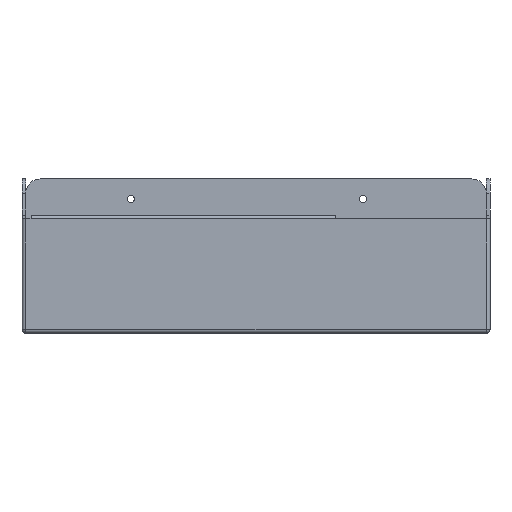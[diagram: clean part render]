
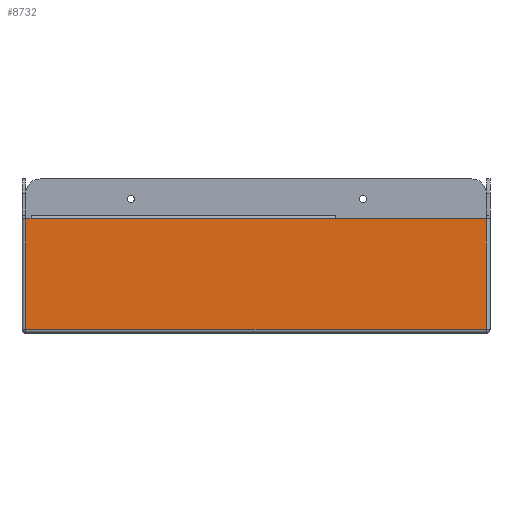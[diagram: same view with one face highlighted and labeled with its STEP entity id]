
A CAD part, left-side view. The second image highlights one B-rep face of the part: STEP entity #8732.
In plain terms, the highlighted planar face has unit normal (-1, 0, 0).
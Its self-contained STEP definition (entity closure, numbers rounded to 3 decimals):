
#83 = CYLINDRICAL_SURFACE('',#84,2.);
#84 = AXIS2_PLACEMENT_3D('',#85,#86,#87);
#85 = CARTESIAN_POINT('',(2.,258.,2.));
#86 = DIRECTION('',(0.,-1.,0.));
#87 = DIRECTION('',(-1.,0.,0.));
#3121 = EDGE_CURVE('',#3122,#3124,#3126,.T.);
#3122 = VERTEX_POINT('',#3123);
#3123 = CARTESIAN_POINT('',(0.,256.,2.));
#3124 = VERTEX_POINT('',#3125);
#3125 = CARTESIAN_POINT('',(0.,2.,2.));
#3126 = SURFACE_CURVE('',#3127,(#3131,#3138),.PCURVE_S1.);
#3127 = LINE('',#3128,#3129);
#3128 = CARTESIAN_POINT('',(0.,258.,2.));
#3129 = VECTOR('',#3130,1.);
#3130 = DIRECTION('',(0.,-1.,0.));
#3131 = PCURVE('',#83,#3132);
#3132 = DEFINITIONAL_REPRESENTATION('',(#3133),#3137);
#3133 = LINE('',#3134,#3135);
#3134 = CARTESIAN_POINT('',(0.,0.));
#3135 = VECTOR('',#3136,1.);
#3136 = DIRECTION('',(0.,1.));
#3137 = ( GEOMETRIC_REPRESENTATION_CONTEXT(2) 
PARAMETRIC_REPRESENTATION_CONTEXT() REPRESENTATION_CONTEXT('2D SPACE',''
  ) );
#3138 = PCURVE('',#3139,#3144);
#3139 = PLANE('',#3140);
#3140 = AXIS2_PLACEMENT_3D('',#3141,#3142,#3143);
#3141 = CARTESIAN_POINT('',(0.,258.,0.));
#3142 = DIRECTION('',(1.,0.,0.));
#3143 = DIRECTION('',(0.,-1.,0.));
#3144 = DEFINITIONAL_REPRESENTATION('',(#3145),#3149);
#3145 = LINE('',#3146,#3147);
#3146 = CARTESIAN_POINT('',(0.,-2.));
#3147 = VECTOR('',#3148,1.);
#3148 = DIRECTION('',(1.,0.));
#3149 = ( GEOMETRIC_REPRESENTATION_CONTEXT(2) 
PARAMETRIC_REPRESENTATION_CONTEXT() REPRESENTATION_CONTEXT('2D SPACE',''
  ) );
#8053 = CYLINDRICAL_SURFACE('',#8054,2.);
#8054 = AXIS2_PLACEMENT_3D('',#8055,#8056,#8057);
#8055 = CARTESIAN_POINT('',(2.,2.,0.));
#8056 = DIRECTION('',(0.,0.,1.));
#8057 = DIRECTION('',(-1.,0.,0.));
#8195 = PLANE('',#8196);
#8196 = AXIS2_PLACEMENT_3D('',#8197,#8198,#8199);
#8197 = CARTESIAN_POINT('',(0.,85.,62.968));
#8198 = DIRECTION('',(0.,0.,-1.));
#8199 = DIRECTION('',(0.,-1.,0.));
#8732 = ADVANCED_FACE('',(#8733),#3139,.F.);
#8733 = FACE_BOUND('',#8734,.F.);
#8734 = EDGE_LOOP('',(#8735,#8760,#8781,#8782,#8810,#8838));
#8735 = ORIENTED_EDGE('',*,*,#8736,.T.);
#8736 = EDGE_CURVE('',#8737,#8739,#8741,.T.);
#8737 = VERTEX_POINT('',#8738);
#8738 = CARTESIAN_POINT('',(0.,85.,62.968));
#8739 = VERTEX_POINT('',#8740);
#8740 = CARTESIAN_POINT('',(0.,2.,62.968));
#8741 = SURFACE_CURVE('',#8742,(#8746,#8753),.PCURVE_S1.);
#8742 = LINE('',#8743,#8744);
#8743 = CARTESIAN_POINT('',(0.,85.,62.968));
#8744 = VECTOR('',#8745,1.);
#8745 = DIRECTION('',(0.,-1.,0.));
#8746 = PCURVE('',#3139,#8747);
#8747 = DEFINITIONAL_REPRESENTATION('',(#8748),#8752);
#8748 = LINE('',#8749,#8750);
#8749 = CARTESIAN_POINT('',(173.,-62.968));
#8750 = VECTOR('',#8751,1.);
#8751 = DIRECTION('',(1.,0.));
#8752 = ( GEOMETRIC_REPRESENTATION_CONTEXT(2) 
PARAMETRIC_REPRESENTATION_CONTEXT() REPRESENTATION_CONTEXT('2D SPACE',''
  ) );
#8753 = PCURVE('',#8195,#8754);
#8754 = DEFINITIONAL_REPRESENTATION('',(#8755),#8759);
#8755 = LINE('',#8756,#8757);
#8756 = CARTESIAN_POINT('',(0.,-0.));
#8757 = VECTOR('',#8758,1.);
#8758 = DIRECTION('',(1.,0.));
#8759 = ( GEOMETRIC_REPRESENTATION_CONTEXT(2) 
PARAMETRIC_REPRESENTATION_CONTEXT() REPRESENTATION_CONTEXT('2D SPACE',''
  ) );
#8760 = ORIENTED_EDGE('',*,*,#8761,.F.);
#8761 = EDGE_CURVE('',#3124,#8739,#8762,.T.);
#8762 = SURFACE_CURVE('',#8763,(#8767,#8774),.PCURVE_S1.);
#8763 = LINE('',#8764,#8765);
#8764 = CARTESIAN_POINT('',(0.,2.,0.));
#8765 = VECTOR('',#8766,1.);
#8766 = DIRECTION('',(0.,0.,1.));
#8767 = PCURVE('',#3139,#8768);
#8768 = DEFINITIONAL_REPRESENTATION('',(#8769),#8773);
#8769 = LINE('',#8770,#8771);
#8770 = CARTESIAN_POINT('',(256.,0.));
#8771 = VECTOR('',#8772,1.);
#8772 = DIRECTION('',(0.,-1.));
#8773 = ( GEOMETRIC_REPRESENTATION_CONTEXT(2) 
PARAMETRIC_REPRESENTATION_CONTEXT() REPRESENTATION_CONTEXT('2D SPACE',''
  ) );
#8774 = PCURVE('',#8053,#8775);
#8775 = DEFINITIONAL_REPRESENTATION('',(#8776),#8780);
#8776 = LINE('',#8777,#8778);
#8777 = CARTESIAN_POINT('',(0.,0.));
#8778 = VECTOR('',#8779,1.);
#8779 = DIRECTION('',(0.,1.));
#8780 = ( GEOMETRIC_REPRESENTATION_CONTEXT(2) 
PARAMETRIC_REPRESENTATION_CONTEXT() REPRESENTATION_CONTEXT('2D SPACE',''
  ) );
#8781 = ORIENTED_EDGE('',*,*,#3121,.F.);
#8782 = ORIENTED_EDGE('',*,*,#8783,.T.);
#8783 = EDGE_CURVE('',#3122,#8784,#8786,.T.);
#8784 = VERTEX_POINT('',#8785);
#8785 = CARTESIAN_POINT('',(0.,256.,62.968));
#8786 = SURFACE_CURVE('',#8787,(#8791,#8798),.PCURVE_S1.);
#8787 = LINE('',#8788,#8789);
#8788 = CARTESIAN_POINT('',(0.,256.,0.));
#8789 = VECTOR('',#8790,1.);
#8790 = DIRECTION('',(0.,0.,1.));
#8791 = PCURVE('',#3139,#8792);
#8792 = DEFINITIONAL_REPRESENTATION('',(#8793),#8797);
#8793 = LINE('',#8794,#8795);
#8794 = CARTESIAN_POINT('',(2.,0.));
#8795 = VECTOR('',#8796,1.);
#8796 = DIRECTION('',(0.,-1.));
#8797 = ( GEOMETRIC_REPRESENTATION_CONTEXT(2) 
PARAMETRIC_REPRESENTATION_CONTEXT() REPRESENTATION_CONTEXT('2D SPACE',''
  ) );
#8798 = PCURVE('',#8799,#8804);
#8799 = CYLINDRICAL_SURFACE('',#8800,2.);
#8800 = AXIS2_PLACEMENT_3D('',#8801,#8802,#8803);
#8801 = CARTESIAN_POINT('',(2.,256.,0.));
#8802 = DIRECTION('',(0.,0.,1.));
#8803 = DIRECTION('',(-1.,0.,0.));
#8804 = DEFINITIONAL_REPRESENTATION('',(#8805),#8809);
#8805 = LINE('',#8806,#8807);
#8806 = CARTESIAN_POINT('',(-0.,0.));
#8807 = VECTOR('',#8808,1.);
#8808 = DIRECTION('',(-0.,1.));
#8809 = ( GEOMETRIC_REPRESENTATION_CONTEXT(2) 
PARAMETRIC_REPRESENTATION_CONTEXT() REPRESENTATION_CONTEXT('2D SPACE',''
  ) );
#8810 = ORIENTED_EDGE('',*,*,#8811,.F.);
#8811 = EDGE_CURVE('',#8812,#8784,#8814,.T.);
#8812 = VERTEX_POINT('',#8813);
#8813 = CARTESIAN_POINT('',(0.,253.,62.968));
#8814 = SURFACE_CURVE('',#8815,(#8819,#8826),.PCURVE_S1.);
#8815 = LINE('',#8816,#8817);
#8816 = CARTESIAN_POINT('',(0.,253.,62.968));
#8817 = VECTOR('',#8818,1.);
#8818 = DIRECTION('',(0.,1.,0.));
#8819 = PCURVE('',#3139,#8820);
#8820 = DEFINITIONAL_REPRESENTATION('',(#8821),#8825);
#8821 = LINE('',#8822,#8823);
#8822 = CARTESIAN_POINT('',(5.,-62.968));
#8823 = VECTOR('',#8824,1.);
#8824 = DIRECTION('',(-1.,0.));
#8825 = ( GEOMETRIC_REPRESENTATION_CONTEXT(2) 
PARAMETRIC_REPRESENTATION_CONTEXT() REPRESENTATION_CONTEXT('2D SPACE',''
  ) );
#8826 = PCURVE('',#8827,#8832);
#8827 = PLANE('',#8828);
#8828 = AXIS2_PLACEMENT_3D('',#8829,#8830,#8831);
#8829 = CARTESIAN_POINT('',(0.,253.,62.968));
#8830 = DIRECTION('',(0.,0.,1.));
#8831 = DIRECTION('',(0.,1.,0.));
#8832 = DEFINITIONAL_REPRESENTATION('',(#8833),#8837);
#8833 = LINE('',#8834,#8835);
#8834 = CARTESIAN_POINT('',(0.,0.));
#8835 = VECTOR('',#8836,1.);
#8836 = DIRECTION('',(1.,0.));
#8837 = ( GEOMETRIC_REPRESENTATION_CONTEXT(2) 
PARAMETRIC_REPRESENTATION_CONTEXT() REPRESENTATION_CONTEXT('2D SPACE',''
  ) );
#8838 = ORIENTED_EDGE('',*,*,#8839,.F.);
#8839 = EDGE_CURVE('',#8737,#8812,#8840,.T.);
#8840 = SURFACE_CURVE('',#8841,(#8845,#8852),.PCURVE_S1.);
#8841 = LINE('',#8842,#8843);
#8842 = CARTESIAN_POINT('',(0.,85.,62.968));
#8843 = VECTOR('',#8844,1.);
#8844 = DIRECTION('',(0.,1.,0.));
#8845 = PCURVE('',#3139,#8846);
#8846 = DEFINITIONAL_REPRESENTATION('',(#8847),#8851);
#8847 = LINE('',#8848,#8849);
#8848 = CARTESIAN_POINT('',(173.,-62.968));
#8849 = VECTOR('',#8850,1.);
#8850 = DIRECTION('',(-1.,0.));
#8851 = ( GEOMETRIC_REPRESENTATION_CONTEXT(2) 
PARAMETRIC_REPRESENTATION_CONTEXT() REPRESENTATION_CONTEXT('2D SPACE',''
  ) );
#8852 = PCURVE('',#8853,#8858);
#8853 = PLANE('',#8854);
#8854 = AXIS2_PLACEMENT_3D('',#8855,#8856,#8857);
#8855 = CARTESIAN_POINT('',(0.,253.,65.));
#8856 = DIRECTION('',(-1.,0.,0.));
#8857 = DIRECTION('',(0.,0.,-1.));
#8858 = DEFINITIONAL_REPRESENTATION('',(#8859),#8863);
#8859 = LINE('',#8860,#8861);
#8860 = CARTESIAN_POINT('',(2.032,168.));
#8861 = VECTOR('',#8862,1.);
#8862 = DIRECTION('',(0.,-1.));
#8863 = ( GEOMETRIC_REPRESENTATION_CONTEXT(2) 
PARAMETRIC_REPRESENTATION_CONTEXT() REPRESENTATION_CONTEXT('2D SPACE',''
  ) );
